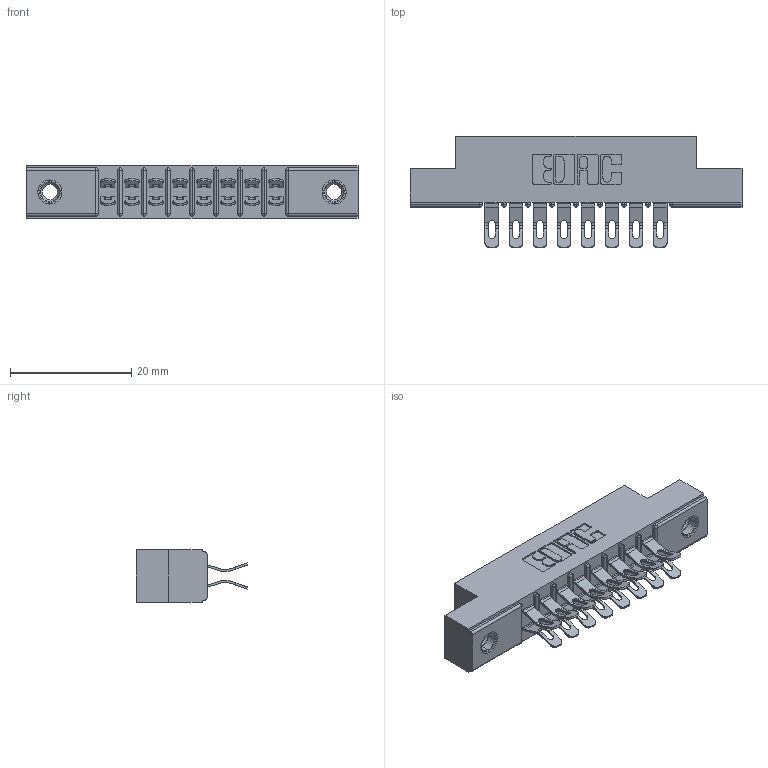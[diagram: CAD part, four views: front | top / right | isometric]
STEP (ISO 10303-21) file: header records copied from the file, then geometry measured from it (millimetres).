
FILE_DESCRIPTION (( 'STEP AP203' ), '1' );
FILE_NAME ('355-016-555-207.STEP', '2019-09-11T02:09:47', ( '' ), ( '' ), 'SwSTEP 2.0', 'SolidWorks 2016', '' );
FILE_SCHEMA (( 'CONFIG_CONTROL_DESIGN' ));
Length unit declared in the file: inch
Products named in the file (4): 305-290-001_555; 355-016-555-207; 305 Part_.156 Dia; 345-250-001_345-250-005-103
Assembly tree (19 placements, depth 2):
  355-016-555-207
    305 Part_.156 Dia
    305-290-001_555  x16
    345-250-001_345-250-005-103  x2
Bounding box: 54.71 x 18.41 x 8.71 mm (x, y, z)
Volume: 3482.4 mm3; surface area: 6075.1 mm2
Topology: 19 solids, 19 shells, 1232 faces, 3612 edges, 2356 vertices
Faces by surface type: plane 612, cylinder 572, sphere 32, cone 12, torus 4
Entity records: 14610 total; most frequent: CARTESIAN_POINT 2419, ORIENTED_EDGE 2380, DIRECTION 2372, EDGE_CURVE 1190, VECTOR 902, LINE 902, VERTEX_POINT 766, AXIS2_PLACEMENT_3D 735
